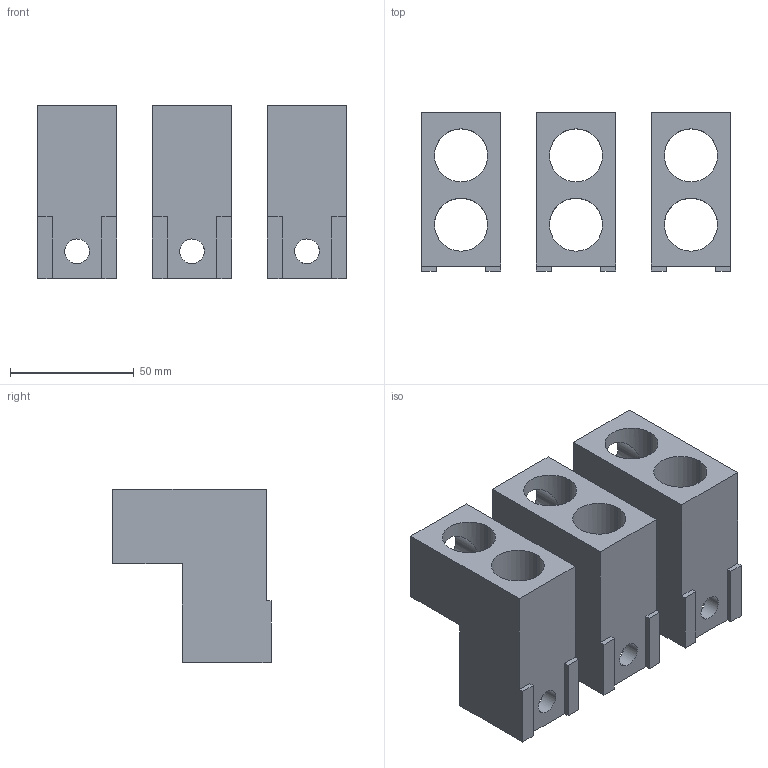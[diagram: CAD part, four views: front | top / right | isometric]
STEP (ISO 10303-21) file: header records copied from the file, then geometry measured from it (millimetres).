
FILE_DESCRIPTION(('CATIA V5 STEP Exchange'),'2;1');
FILE_NAME('1SDH001294R0139_1PA_001_00_A3_3p_FCCuAl_2x240mmq_sup.stp','2014-12-04T15:44:02+00:00',('none'),('none'),'CATIA Version 5 Release 20 SP 1 (IN-10)','CATIA V5 STEP AP214','none');
FILE_SCHEMA(('AUTOMOTIVE_DESIGN { 1 0 10303 214 1 1 1 1 }'));
Length unit declared in the file: millimetre
Products named in the file (1): 1SDH001294R0139_1PA_001_00_A3_3p_FCCuAl_2x240mmq_sup
Bounding box: 125 x 64 x 70 mm (x, y, z)
Volume: 187353.1 mm3; surface area: 61052.6 mm2
Topology: 3 solids, 3 shells, 72 faces, 204 edges, 135 vertices
Faces by surface type: plane 42, cylinder 30
Entity records: 2602 total; most frequent: CARTESIAN_POINT 817, ORIENTED_EDGE 408, DIRECTION 258, EDGE_CURVE 204, VECTOR 141, LINE 141, VERTEX_POINT 135, EDGE_LOOP 99
